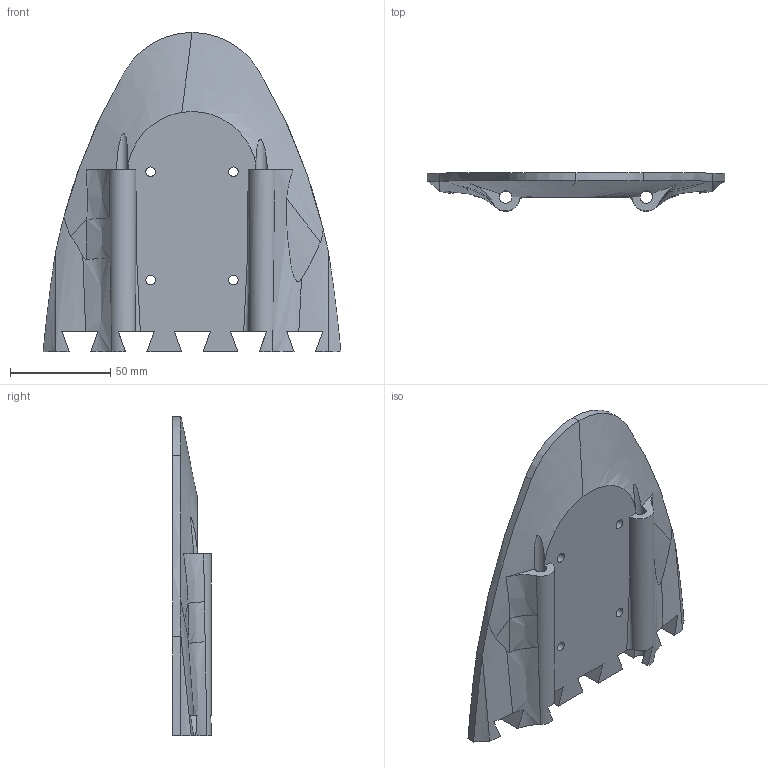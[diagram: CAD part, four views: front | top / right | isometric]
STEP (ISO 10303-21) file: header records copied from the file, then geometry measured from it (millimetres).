
FILE_DESCRIPTION(/* description */ (''),/* implementation_level */ '2;1');
FILE_NAME(/* name */ 'nose.stp',/* time_stamp */ '2024-06-23T15:03:37-07:00',/* author */ ('devan'),/* organization */ (''),/* preprocessor_version */ 'ST-DEVELOPER v20',/* originating_system */ 'Autodesk Inventor 2024',/* authorisation */ '');
FILE_SCHEMA (('AUTOMOTIVE_DESIGN { 1 0 10303 214 3 1 1 }'));
Length unit declared in the file: millimetre
Products named in the file (1): Part1
Bounding box: 148.31 x 19 x 159 mm (x, y, z)
Volume: 176059.3 mm3; surface area: 44436.5 mm2
Topology: 1 solids, 1 shells, 60 faces, 181 edges, 117 vertices
Faces by surface type: plane 27, bspline 15, cylinder 14, cone 4
Full cylindrical faces by diameter (mm): 4.763 x4, 6.25 x2
Entity records: 2880 total; most frequent: CARTESIAN_POINT 1297, ORIENTED_EDGE 358, DIRECTION 271, EDGE_CURVE 179, VERTEX_POINT 117, AXIS2_PLACEMENT_3D 95, LINE 81, VECTOR 81
